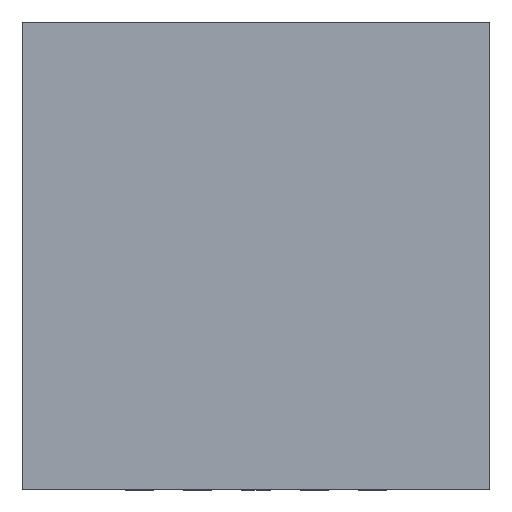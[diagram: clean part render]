
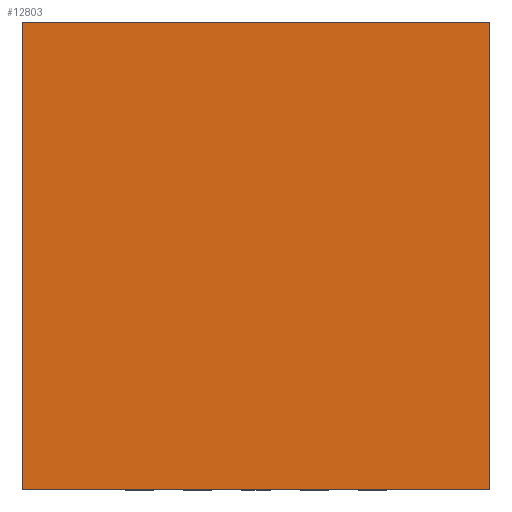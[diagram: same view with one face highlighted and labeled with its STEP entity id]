
A CAD part, top view. The second image highlights one B-rep face of the part: STEP entity #12803.
In plain terms, the highlighted face is planar.
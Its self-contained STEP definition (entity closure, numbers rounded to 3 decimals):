
#9721=DIRECTION('',(0.,0.,1.));
#9722=VECTOR('',#9721,4.);
#9723=CARTESIAN_POINT('',(-2.,0.975,-2.));
#9724=LINE('',#9723,#9722);
#9728=DIRECTION('',(-1.,0.,0.));
#9729=VECTOR('',#9728,4.);
#9730=CARTESIAN_POINT('',(2.,0.975,-2.));
#9731=LINE('',#9730,#9729);
#9735=DIRECTION('',(0.,0.,-1.));
#9736=VECTOR('',#9735,4.);
#9737=CARTESIAN_POINT('',(2.,0.975,2.));
#9738=LINE('',#9737,#9736);
#9742=DIRECTION('',(1.,0.,0.));
#9743=VECTOR('',#9742,4.);
#9744=CARTESIAN_POINT('',(-2.,0.975,2.));
#9745=LINE('',#9744,#9743);
#10634=CARTESIAN_POINT('',(-2.,0.975,-2.));
#10635=CARTESIAN_POINT('',(-2.,0.975,2.));
#10636=VERTEX_POINT('',#10634);
#10637=VERTEX_POINT('',#10635);
#10638=CARTESIAN_POINT('',(2.,0.975,2.));
#10639=VERTEX_POINT('',#10638);
#10640=CARTESIAN_POINT('',(2.,0.975,-2.));
#10641=VERTEX_POINT('',#10640);
#12792=CARTESIAN_POINT('',(0.,0.975,0.));
#12793=DIRECTION('',(0.,1.,0.));
#12794=DIRECTION('',(1.,0.,0.));
#12795=AXIS2_PLACEMENT_3D('',#12792,#12793,#12794);
#12796=PLANE('',#12795);
#12797=ORIENTED_EDGE('',*,*,#11602,.F.);
#12798=ORIENTED_EDGE('',*,*,#11715,.F.);
#12799=ORIENTED_EDGE('',*,*,#12197,.F.);
#12800=ORIENTED_EDGE('',*,*,#12650,.F.);
#12801=EDGE_LOOP('',(#12797,#12798,#12799,#12800));
#12802=FACE_OUTER_BOUND('',#12801,.F.);
#11602=EDGE_CURVE('',#10636,#10637,#9724,.T.);
#11715=EDGE_CURVE('',#10641,#10636,#9731,.T.);
#12197=EDGE_CURVE('',#10639,#10641,#9738,.T.);
#12650=EDGE_CURVE('',#10637,#10639,#9745,.T.);
#12803=ADVANCED_FACE('',(#12802),#12796,.T.);
